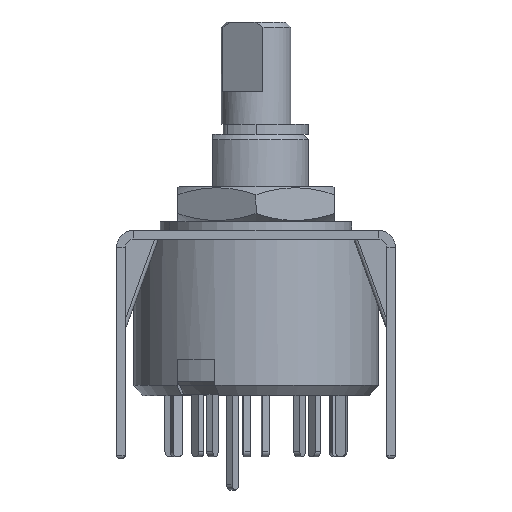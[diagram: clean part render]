
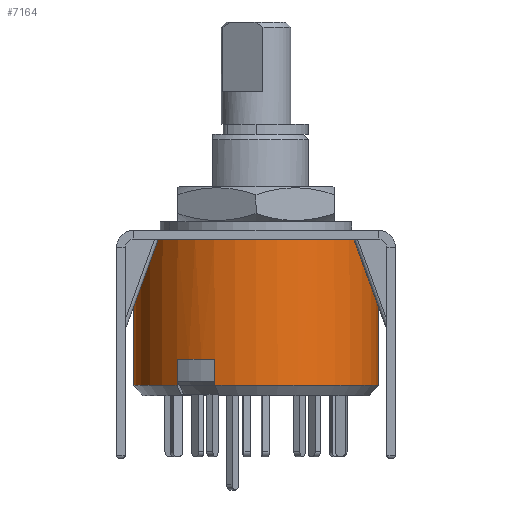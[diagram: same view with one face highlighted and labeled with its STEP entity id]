
A CAD part, front view. The second image highlights one B-rep face of the part: STEP entity #7164.
In plain terms, the highlighted cylindrical face has radius 7 mm (diameter 14 mm), a partial arc.
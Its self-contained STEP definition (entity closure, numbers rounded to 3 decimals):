
#186 = DIRECTION ( 'NONE',  ( 0., 0., -1. ) ) ;
#246 = VECTOR ( 'NONE', #13269, 1000. ) ;
#303 = DIRECTION ( 'NONE',  ( 0., 0., -1. ) ) ;
#365 = CARTESIAN_POINT ( 'NONE',  ( -2.361, -6.59, -7.4 ) ) ;
#554 = CARTESIAN_POINT ( 'NONE',  ( -7., 0., 0.95 ) ) ;
#854 = LINE ( 'NONE', #5428, #4974 ) ;
#1901 = CARTESIAN_POINT ( 'NONE',  ( -4.526, -5.34, -7.4 ) ) ;
#2232 = DIRECTION ( 'NONE',  ( 1., 0., 0. ) ) ;
#2267 = VECTOR ( 'NONE', #6349, 1000. ) ;
#2848 = CARTESIAN_POINT ( 'NONE',  ( 7., 0., -7.4 ) ) ;
#3019 = AXIS2_PLACEMENT_3D ( 'NONE', #14426, #186, #5190 ) ;
#3154 = EDGE_LOOP ( 'NONE', ( #14181, #3304, #4951, #9611, #10543, #4575, #15234, #6004 ) ) ;
#3304 = ORIENTED_EDGE ( 'NONE', *, *, #13426, .T. ) ;
#3575 = DIRECTION ( 'NONE',  ( -1., 0., 0. ) ) ;
#3650 = VERTEX_POINT ( 'NONE', #365 ) ;
#4233 = EDGE_CURVE ( 'NONE', #14669, #14853, #854, .T. ) ;
#4314 = VERTEX_POINT ( 'NONE', #2848 ) ;
#4575 = ORIENTED_EDGE ( 'NONE', *, *, #9267, .T. ) ;
#4951 = ORIENTED_EDGE ( 'NONE', *, *, #4233, .T. ) ;
#4974 = VECTOR ( 'NONE', #303, 1000. ) ;
#5123 = CARTESIAN_POINT ( 'NONE',  ( -2.361, -6.59, 9. ) ) ;
#5190 = DIRECTION ( 'NONE',  ( -1., 0., 0. ) ) ;
#5428 = CARTESIAN_POINT ( 'NONE',  ( -7., 0., 9. ) ) ;
#5753 = VERTEX_POINT ( 'NONE', #8947 ) ;
#6004 = ORIENTED_EDGE ( 'NONE', *, *, #7918, .F. ) ;
#6153 = LINE ( 'NONE', #16799, #10459 ) ;
#6345 = EDGE_CURVE ( 'NONE', #14573, #3650, #12870, .T. ) ;
#6349 = DIRECTION ( 'NONE',  ( 0., 0., -1. ) ) ;
#6654 = CARTESIAN_POINT ( 'NONE',  ( 7., 0., 0.95 ) ) ;
#6755 = AXIS2_PLACEMENT_3D ( 'NONE', #12551, #15129, #3575 ) ;
#6770 = CIRCLE ( 'NONE', #3019, 7. ) ;
#6795 = CARTESIAN_POINT ( 'NONE',  ( 0., 0., 9. ) ) ;
#7164 = ADVANCED_FACE ( 'NONE', ( #13052 ), #10425, .T. ) ;
#7523 = DIRECTION ( 'NONE',  ( 0., 0., -1. ) ) ;
#7918 = EDGE_CURVE ( 'NONE', #4314, #3650, #11012, .T. ) ;
#8426 = VERTEX_POINT ( 'NONE', #1901 ) ;
#8542 = CARTESIAN_POINT ( 'NONE',  ( -7., 0., -7.4 ) ) ;
#8947 = CARTESIAN_POINT ( 'NONE',  ( -4.526, -5.34, -5.9 ) ) ;
#9044 = LINE ( 'NONE', #9379, #246 ) ;
#9267 = EDGE_CURVE ( 'NONE', #5753, #14573, #13236, .T. ) ;
#9379 = CARTESIAN_POINT ( 'NONE',  ( -4.526, -5.34, 9. ) ) ;
#9611 = ORIENTED_EDGE ( 'NONE', *, *, #15531, .F. ) ;
#10073 = DIRECTION ( 'NONE',  ( 0., 0., -1. ) ) ;
#10425 = CYLINDRICAL_SURFACE ( 'NONE', #14837, 7. ) ;
#10459 = VECTOR ( 'NONE', #7523, 1000. ) ;
#10543 = ORIENTED_EDGE ( 'NONE', *, *, #12899, .T. ) ;
#10751 = DIRECTION ( 'NONE',  ( 0., 0., -1. ) ) ;
#10849 = VERTEX_POINT ( 'NONE', #6654 ) ;
#11012 = CIRCLE ( 'NONE', #13987, 7. ) ;
#12551 = CARTESIAN_POINT ( 'NONE',  ( 0., 0., -5.9 ) ) ;
#12623 = DIRECTION ( 'NONE',  ( 0., 0., -1. ) ) ;
#12870 = LINE ( 'NONE', #5123, #2267 ) ;
#12899 = EDGE_CURVE ( 'NONE', #8426, #5753, #9044, .T. ) ;
#13052 = FACE_OUTER_BOUND ( 'NONE', #3154, .T. ) ;
#13236 = CIRCLE ( 'NONE', #6755, 7. ) ;
#13269 = DIRECTION ( 'NONE',  ( 0., 0., 1. ) ) ;
#13426 = EDGE_CURVE ( 'NONE', #10849, #14669, #6770, .T. ) ;
#13726 = CARTESIAN_POINT ( 'NONE',  ( -2.361, -6.59, -5.9 ) ) ;
#13783 = EDGE_CURVE ( 'NONE', #10849, #4314, #6153, .T. ) ;
#13987 = AXIS2_PLACEMENT_3D ( 'NONE', #14966, #12623, #15086 ) ;
#14089 = CARTESIAN_POINT ( 'NONE',  ( 0., 0., -7.4 ) ) ;
#14181 = ORIENTED_EDGE ( 'NONE', *, *, #13783, .F. ) ;
#14301 = DIRECTION ( 'NONE',  ( -1., 0., 0. ) ) ;
#14426 = CARTESIAN_POINT ( 'NONE',  ( 0., 0., 0.95 ) ) ;
#14573 = VERTEX_POINT ( 'NONE', #13726 ) ;
#14669 = VERTEX_POINT ( 'NONE', #554 ) ;
#14837 = AXIS2_PLACEMENT_3D ( 'NONE', #6795, #10751, #14301 ) ;
#14853 = VERTEX_POINT ( 'NONE', #8542 ) ;
#14966 = CARTESIAN_POINT ( 'NONE',  ( 0., 0., -7.4 ) ) ;
#15086 = DIRECTION ( 'NONE',  ( 1., 0., 0. ) ) ;
#15129 = DIRECTION ( 'NONE',  ( 0., 0., 1. ) ) ;
#15234 = ORIENTED_EDGE ( 'NONE', *, *, #6345, .T. ) ;
#15366 = AXIS2_PLACEMENT_3D ( 'NONE', #14089, #10073, #2232 ) ;
#15531 = EDGE_CURVE ( 'NONE', #8426, #14853, #16541, .T. ) ;
#16541 = CIRCLE ( 'NONE', #15366, 7. ) ;
#16799 = CARTESIAN_POINT ( 'NONE',  ( 7., 0., 9. ) ) ;
